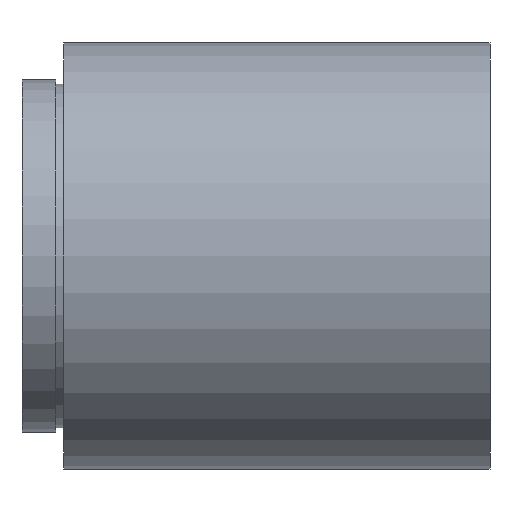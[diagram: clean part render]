
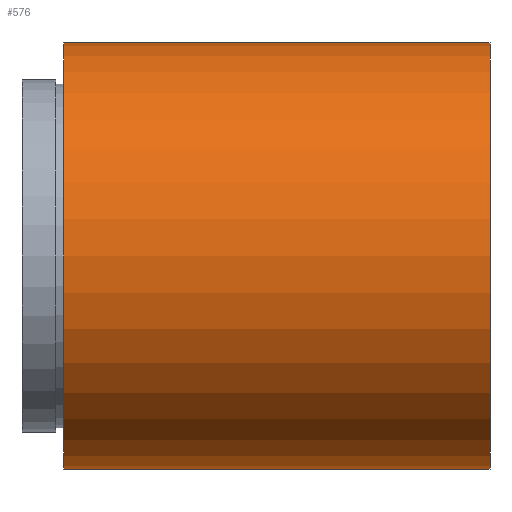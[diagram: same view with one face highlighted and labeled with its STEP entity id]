
A CAD part, left-side view. The second image highlights one B-rep face of the part: STEP entity #576.
In plain terms, the highlighted cylindrical face has radius 25.4 mm (diameter 50.8 mm), a partial arc.
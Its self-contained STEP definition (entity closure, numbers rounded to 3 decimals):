
#5 = LINE ( 'NONE', #564, #296 ) ;
#20 = CYLINDRICAL_SURFACE ( 'NONE', #346, 25.4 ) ;
#23 = DIRECTION ( 'NONE',  ( 0., 1., 0. ) ) ;
#26 = VERTEX_POINT ( 'NONE', #278 ) ;
#34 = ORIENTED_EDGE ( 'NONE', *, *, #191, .T. ) ;
#74 = VECTOR ( 'NONE', #254, 1000. ) ;
#82 = AXIS2_PLACEMENT_3D ( 'NONE', #332, #23, #286 ) ;
#87 = AXIS2_PLACEMENT_3D ( 'NONE', #437, #347, #566 ) ;
#131 = EDGE_CURVE ( 'NONE', #26, #338, #5, .T. ) ;
#173 = CIRCLE ( 'NONE', #82, 25.4 ) ;
#182 = DIRECTION ( 'NONE',  ( 0., 1., 0. ) ) ;
#191 = EDGE_CURVE ( 'NONE', #196, #26, #173, .T. ) ;
#196 = VERTEX_POINT ( 'NONE', #607 ) ;
#235 = DIRECTION ( 'NONE',  ( 0., 0., 1. ) ) ;
#253 = CIRCLE ( 'NONE', #87, 25.4 ) ;
#254 = DIRECTION ( 'NONE',  ( 0., 1., 0. ) ) ;
#258 = EDGE_CURVE ( 'NONE', #196, #623, #415, .T. ) ;
#278 = CARTESIAN_POINT ( 'NONE',  ( 0., 0., 25.4 ) ) ;
#286 = DIRECTION ( 'NONE',  ( 0., 0., 1. ) ) ;
#296 = VECTOR ( 'NONE', #427, 1000. ) ;
#299 = EDGE_LOOP ( 'NONE', ( #495, #34, #413, #331 ) ) ;
#326 = CARTESIAN_POINT ( 'NONE',  ( 0., 50.8, -25.4 ) ) ;
#329 = EDGE_CURVE ( 'NONE', #623, #338, #253, .T. ) ;
#331 = ORIENTED_EDGE ( 'NONE', *, *, #329, .F. ) ;
#332 = CARTESIAN_POINT ( 'NONE',  ( 0., 0., 0. ) ) ;
#338 = VERTEX_POINT ( 'NONE', #620 ) ;
#346 = AXIS2_PLACEMENT_3D ( 'NONE', #426, #182, #235 ) ;
#347 = DIRECTION ( 'NONE',  ( 0., 1., 0. ) ) ;
#413 = ORIENTED_EDGE ( 'NONE', *, *, #131, .T. ) ;
#415 = LINE ( 'NONE', #525, #74 ) ;
#426 = CARTESIAN_POINT ( 'NONE',  ( 0., 161.376, 0. ) ) ;
#427 = DIRECTION ( 'NONE',  ( 0., 1., 0. ) ) ;
#437 = CARTESIAN_POINT ( 'NONE',  ( 0., 50.8, 0. ) ) ;
#495 = ORIENTED_EDGE ( 'NONE', *, *, #258, .F. ) ;
#525 = CARTESIAN_POINT ( 'NONE',  ( 0., 161.376, -25.4 ) ) ;
#532 = FACE_OUTER_BOUND ( 'NONE', #299, .T. ) ;
#564 = CARTESIAN_POINT ( 'NONE',  ( 0., 161.376, 25.4 ) ) ;
#566 = DIRECTION ( 'NONE',  ( 0., 0., 1. ) ) ;
#576 = ADVANCED_FACE ( 'NONE', ( #532 ), #20, .T. ) ;
#607 = CARTESIAN_POINT ( 'NONE',  ( 0., 0., -25.4 ) ) ;
#620 = CARTESIAN_POINT ( 'NONE',  ( 0., 50.8, 25.4 ) ) ;
#623 = VERTEX_POINT ( 'NONE', #326 ) ;
